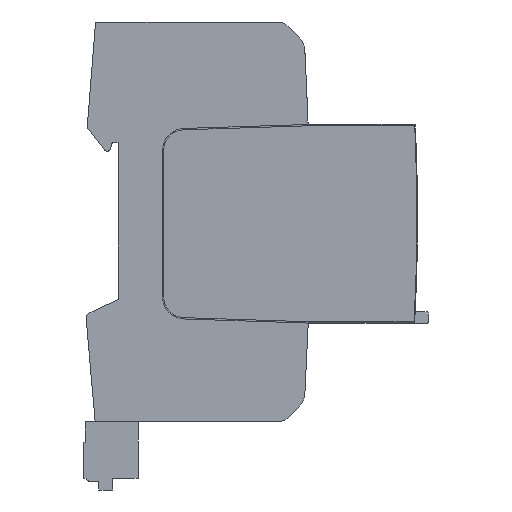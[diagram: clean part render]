
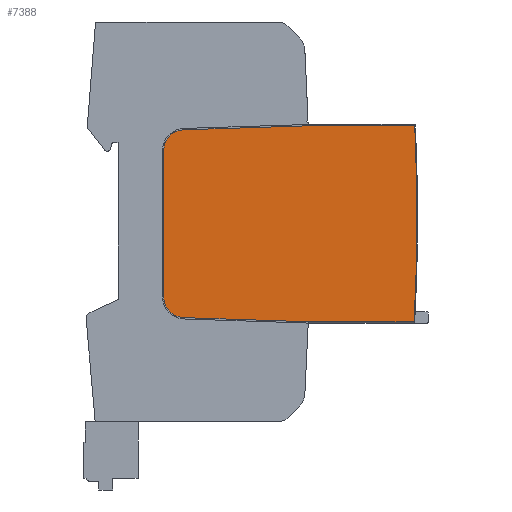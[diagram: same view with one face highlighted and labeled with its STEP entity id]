
A CAD part, left-side view. The second image highlights one B-rep face of the part: STEP entity #7388.
In plain terms, the highlighted planar face has unit normal (-1, 0, 0).
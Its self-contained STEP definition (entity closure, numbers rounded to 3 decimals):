
#585=DIRECTION('',(0.,-1.,0.));
#586=VECTOR('',#585,23.898);
#587=CARTESIAN_POINT('',(-45.,-38.914,
-22.527));
#588=LINE('',#587,#586);
#626=CARTESIAN_POINT('',(-45.,336.41,0.75));
#627=DIRECTION('',(1.,0.,0.));
#628=DIRECTION('',(0.,-0.999,0.052));
#629=AXIS2_PLACEMENT_3D('',#626,#627,#628);
#631=DIRECTION('',(0.,0.999,0.033));
#632=VECTOR('',#631,28.085);
#633=CARTESIAN_POINT('',(-45.,-38.914,
-22.527));
#634=LINE('',#633,#632);
#635=CARTESIAN_POINT('',(-45.,-11.,-16.9));
#636=DIRECTION('',(1.,0.,0.));
#637=DIRECTION('',(0.,0.033,-0.999));
#638=AXIS2_PLACEMENT_3D('',#635,#636,#637);
#640=CARTESIAN_POINT('',(-45.,-11.,16.1));
#641=DIRECTION('',(1.,0.,0.));
#642=DIRECTION('',(0.,1.,0.));
#643=AXIS2_PLACEMENT_3D('',#640,#641,#642);
#645=DIRECTION('',(0.,-0.999,0.032));
#646=VECTOR('',#645,28.08);
#647=CARTESIAN_POINT('',(-45.,-10.849,20.798));
#648=LINE('',#647,#646);
#649=DIRECTION('',(0.,-1.,0.));
#650=VECTOR('',#649,24.027);
#651=CARTESIAN_POINT('',(-45.,-38.914,21.7));
#652=LINE('',#651,#650);
#673=DIRECTION('',(0.,0.,-1.));
#674=VECTOR('',#673,33.);
#675=CARTESIAN_POINT('',(-45.,-6.3,16.1));
#676=LINE('',#675,#674);
#5752=CARTESIAN_POINT('',(-45.,-62.941,21.7));
#5753=CARTESIAN_POINT('',(-45.,-62.812,-22.527));
#5754=VERTEX_POINT('',#5752);
#5755=VERTEX_POINT('',#5753);
#5756=CARTESIAN_POINT('',(-45.,-38.914,
-22.527));
#5757=VERTEX_POINT('',#5756);
#5758=CARTESIAN_POINT('',(-45.,-10.844,-21.597));
#5759=VERTEX_POINT('',#5758);
#5760=CARTESIAN_POINT('',(-45.,-6.3,-16.9));
#5761=VERTEX_POINT('',#5760);
#5762=CARTESIAN_POINT('',(-45.,-6.3,16.1));
#5763=VERTEX_POINT('',#5762);
#5764=CARTESIAN_POINT('',(-45.,-10.849,20.798));
#5765=VERTEX_POINT('',#5764);
#5766=CARTESIAN_POINT('',(-45.,-38.914,
21.7));
#5767=VERTEX_POINT('',#5766);
#7368=CARTESIAN_POINT('',(-45.,0.,0.));
#7369=DIRECTION('',(1.,0.,0.));
#7370=DIRECTION('',(0.,1.,0.));
#7371=AXIS2_PLACEMENT_3D('',#7368,#7369,#7370);
#7372=PLANE('',#7371);
#7373=ORIENTED_EDGE('',*,*,#7320,.T.);
#7374=ORIENTED_EDGE('',*,*,#7303,.F.);
#7376=ORIENTED_EDGE('',*,*,#7375,.T.);
#7378=ORIENTED_EDGE('',*,*,#7377,.T.);
#7380=ORIENTED_EDGE('',*,*,#7379,.F.);
#7382=ORIENTED_EDGE('',*,*,#7381,.T.);
#7384=ORIENTED_EDGE('',*,*,#7383,.T.);
#7385=ORIENTED_EDGE('',*,*,#7352,.T.);
#7386=EDGE_LOOP('',(#7373,#7374,#7376,#7378,#7380,#7382,#7384,#7385));
#7387=FACE_OUTER_BOUND('',#7386,.F.);
#630=CIRCLE('',#629,399.9);
#639=CIRCLE('',#638,4.7);
#644=CIRCLE('',#643,4.7);
#7303=EDGE_CURVE('',#5757,#5755,#588,.T.);
#7320=EDGE_CURVE('',#5754,#5755,#630,.T.);
#7352=EDGE_CURVE('',#5767,#5754,#652,.T.);
#7375=EDGE_CURVE('',#5757,#5759,#634,.T.);
#7377=EDGE_CURVE('',#5759,#5761,#639,.T.);
#7379=EDGE_CURVE('',#5763,#5761,#676,.T.);
#7381=EDGE_CURVE('',#5763,#5765,#644,.T.);
#7383=EDGE_CURVE('',#5765,#5767,#648,.T.);
#7388=ADVANCED_FACE('',(#7387),#7372,.F.);
